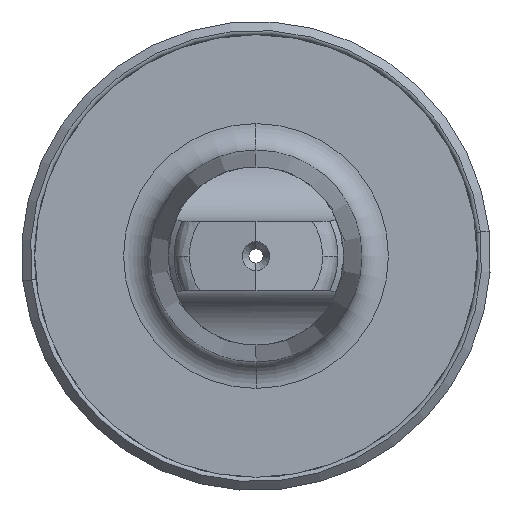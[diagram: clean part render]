
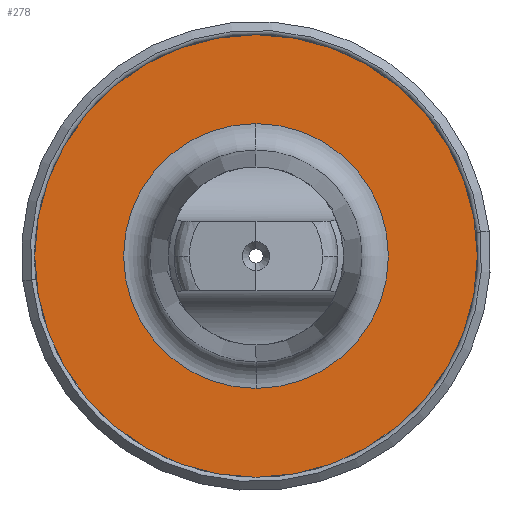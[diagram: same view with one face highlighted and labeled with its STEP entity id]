
A CAD part, left-side view. The second image highlights one B-rep face of the part: STEP entity #278.
In plain terms, the highlighted planar face has unit normal (-1, 0, 0).
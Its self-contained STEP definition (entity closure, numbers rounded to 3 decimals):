
#189 = CIRCLE ( 'NONE', #374, 25. ) ;
#241 = CIRCLE ( 'NONE', #3633, 14.964 ) ;
#278 = ADVANCED_FACE ( 'NONE', ( #874, #863 ), #2361, .T. ) ;
#374 = AXIS2_PLACEMENT_3D ( 'NONE', #2187, #2226, #2266 ) ;
#486 = CARTESIAN_POINT ( 'NONE',  ( 99., 0., 25. ) ) ;
#573 = CARTESIAN_POINT ( 'NONE',  ( 99., 0., 0. ) ) ;
#578 = DIRECTION ( 'NONE',  ( 1., 0., 0. ) ) ;
#583 = DIRECTION ( 'NONE',  ( 0., 0., -1. ) ) ;
#654 = CARTESIAN_POINT ( 'NONE',  ( 99., 0., -14.964 ) ) ;
#695 = AXIS2_PLACEMENT_3D ( 'NONE', #3896, #3935, #3910 ) ;
#863 = FACE_OUTER_BOUND ( 'NONE', #3815, .T. ) ;
#874 = FACE_BOUND ( 'NONE', #3942, .T. ) ;
#1138 = AXIS2_PLACEMENT_3D ( 'NONE', #2963, #2942, #2913 ) ;
#1277 = EDGE_CURVE ( 'NONE', #3748, #3964, #241, .T. ) ;
#1307 = EDGE_CURVE ( 'NONE', #3852, #4027, #189, .T. ) ;
#1908 = EDGE_CURVE ( 'NONE', #4027, #3852, #3919, .T. ) ;
#2149 = EDGE_CURVE ( 'NONE', #3964, #3748, #3533, .T. ) ;
#2187 = CARTESIAN_POINT ( 'NONE',  ( 99., 0., 0. ) ) ;
#2226 = DIRECTION ( 'NONE',  ( 1., 0., 0. ) ) ;
#2266 = DIRECTION ( 'NONE',  ( 0., 0., -1. ) ) ;
#2361 = PLANE ( 'NONE',  #695 ) ;
#2913 = DIRECTION ( 'NONE',  ( 0., 0., -1. ) ) ;
#2942 = DIRECTION ( 'NONE',  ( 1., 0., 0. ) ) ;
#2963 = CARTESIAN_POINT ( 'NONE',  ( 99., 0., 0. ) ) ;
#3035 = ORIENTED_EDGE ( 'NONE', *, *, #1307, .F. ) ;
#3041 = ORIENTED_EDGE ( 'NONE', *, *, #1908, .F. ) ;
#3045 = ORIENTED_EDGE ( 'NONE', *, *, #2149, .T. ) ;
#3067 = ORIENTED_EDGE ( 'NONE', *, *, #1277, .T. ) ;
#3533 = CIRCLE ( 'NONE', #3670, 14.964 ) ;
#3633 = AXIS2_PLACEMENT_3D ( 'NONE', #573, #578, #583 ) ;
#3670 = AXIS2_PLACEMENT_3D ( 'NONE', #4252, #4243, #4227 ) ;
#3748 = VERTEX_POINT ( 'NONE', #654 ) ;
#3815 = EDGE_LOOP ( 'NONE', ( #3041, #3035 ) ) ;
#3852 = VERTEX_POINT ( 'NONE', #486 ) ;
#3896 = CARTESIAN_POINT ( 'NONE',  ( 99., 25., 0. ) ) ;
#3910 = DIRECTION ( 'NONE',  ( 0., 0., 1. ) ) ;
#3919 = CIRCLE ( 'NONE', #1138, 25. ) ;
#3935 = DIRECTION ( 'NONE',  ( -1., 0., 0. ) ) ;
#3942 = EDGE_LOOP ( 'NONE', ( #3067, #3045 ) ) ;
#3964 = VERTEX_POINT ( 'NONE', #3976 ) ;
#3976 = CARTESIAN_POINT ( 'NONE',  ( 99., 0., 14.964 ) ) ;
#4027 = VERTEX_POINT ( 'NONE', #4285 ) ;
#4227 = DIRECTION ( 'NONE',  ( 0., 0., -1. ) ) ;
#4243 = DIRECTION ( 'NONE',  ( 1., 0., 0. ) ) ;
#4252 = CARTESIAN_POINT ( 'NONE',  ( 99., 0., 0. ) ) ;
#4285 = CARTESIAN_POINT ( 'NONE',  ( 99., 0., -25. ) ) ;
